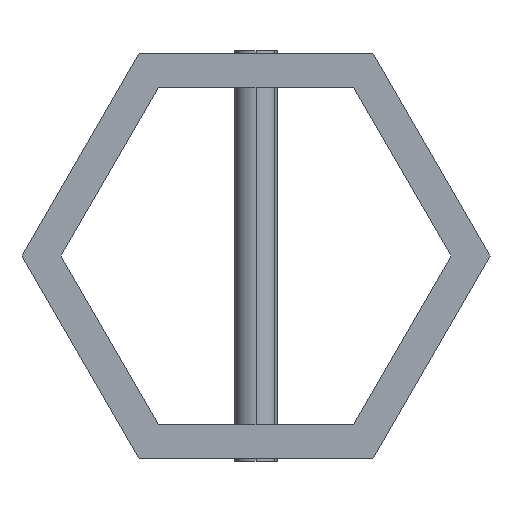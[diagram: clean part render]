
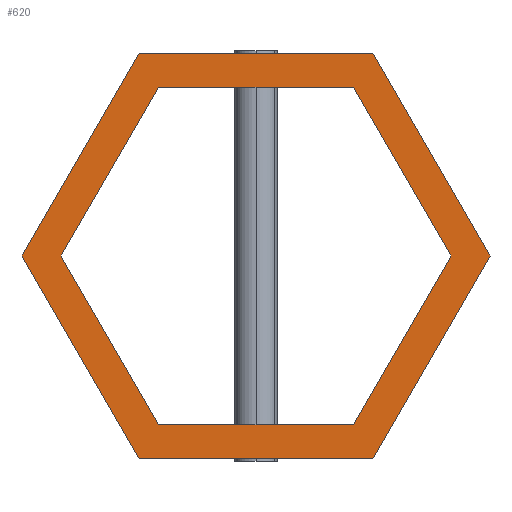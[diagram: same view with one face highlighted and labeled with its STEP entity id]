
A CAD part, front view. The second image highlights one B-rep face of the part: STEP entity #620.
In plain terms, the highlighted planar face has unit normal (0, -1, 0).
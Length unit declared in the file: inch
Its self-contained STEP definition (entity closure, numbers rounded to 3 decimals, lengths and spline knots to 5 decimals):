
#251=DIRECTION('',(1.,0.,0.));
#252=VECTOR('',#251,0.86614);
#253=CARTESIAN_POINT('',(-0.43307,-7.87402,
0.7501));
#254=LINE('',#253,#252);
#255=DIRECTION('',(0.5,0.,-0.866));
#256=VECTOR('',#255,0.86614);
#257=CARTESIAN_POINT('',(0.43307,-7.87402,
0.7501));
#258=LINE('',#257,#256);
#259=DIRECTION('',(-0.5,0.,-0.866));
#260=VECTOR('',#259,0.86614);
#261=CARTESIAN_POINT('',(0.86614,-7.87402,0.));
#262=LINE('',#261,#260);
#263=DIRECTION('',(-1.,0.,0.));
#264=VECTOR('',#263,0.86614);
#265=CARTESIAN_POINT('',(0.43307,-7.87402,
-0.7501));
#266=LINE('',#265,#264);
#267=DIRECTION('',(-0.5,0.,0.866));
#268=VECTOR('',#267,0.86614);
#269=CARTESIAN_POINT('',(-0.43307,-7.87402,
-0.7501));
#270=LINE('',#269,#268);
#271=DIRECTION('',(0.5,0.,0.866));
#272=VECTOR('',#271,0.86614);
#273=CARTESIAN_POINT('',(-0.86614,-7.87402,0.));
#274=LINE('',#273,#272);
#275=DIRECTION('',(-0.5,0.,-0.866));
#276=VECTOR('',#275,0.72165);
#277=CARTESIAN_POINT('',(-0.36083,-7.87402,
0.62497));
#278=LINE('',#277,#276);
#279=DIRECTION('',(0.5,0.,-0.866));
#280=VECTOR('',#279,0.72165);
#281=CARTESIAN_POINT('',(-0.72165,-7.87402,0.));
#282=LINE('',#281,#280);
#283=DIRECTION('',(1.,0.,0.));
#284=VECTOR('',#283,0.72165);
#285=CARTESIAN_POINT('',(-0.36083,-7.87402,
-0.62497));
#286=LINE('',#285,#284);
#287=DIRECTION('',(0.5,0.,0.866));
#288=VECTOR('',#287,0.72165);
#289=CARTESIAN_POINT('',(0.36083,-7.87402,
-0.62497));
#290=LINE('',#289,#288);
#291=DIRECTION('',(-0.5,0.,0.866));
#292=VECTOR('',#291,0.72165);
#293=CARTESIAN_POINT('',(0.72165,-7.87402,0.));
#294=LINE('',#293,#292);
#295=DIRECTION('',(-1.,0.,0.));
#296=VECTOR('',#295,0.72165);
#297=CARTESIAN_POINT('',(0.36083,-7.87402,
0.62497));
#298=LINE('',#297,#296);
#507=CARTESIAN_POINT('',(-0.43307,-7.87402,
0.7501));
#508=CARTESIAN_POINT('',(0.43307,-7.87402,
0.7501));
#509=VERTEX_POINT('',#507);
#510=VERTEX_POINT('',#508);
#511=CARTESIAN_POINT('',(0.86614,-7.87402,0.));
#512=VERTEX_POINT('',#511);
#513=CARTESIAN_POINT('',(0.43307,-7.87402,
-0.7501));
#514=VERTEX_POINT('',#513);
#515=CARTESIAN_POINT('',(-0.43307,-7.87402,
-0.7501));
#516=VERTEX_POINT('',#515);
#517=CARTESIAN_POINT('',(-0.86614,-7.87402,0.));
#518=VERTEX_POINT('',#517);
#519=CARTESIAN_POINT('',(-0.36083,-7.87402,
0.62497));
#520=CARTESIAN_POINT('',(-0.72165,-7.87402,0.));
#521=VERTEX_POINT('',#519);
#522=VERTEX_POINT('',#520);
#523=CARTESIAN_POINT('',(-0.36083,-7.87402,
-0.62497));
#524=VERTEX_POINT('',#523);
#525=CARTESIAN_POINT('',(0.36083,-7.87402,
-0.62497));
#526=VERTEX_POINT('',#525);
#527=CARTESIAN_POINT('',(0.72165,-7.87402,0.));
#528=VERTEX_POINT('',#527);
#529=CARTESIAN_POINT('',(0.36083,-7.87402,
0.62497));
#530=VERTEX_POINT('',#529);
#587=CARTESIAN_POINT('',(0.,-7.87402,0.));
#588=DIRECTION('',(0.,1.,0.));
#589=DIRECTION('',(1.,0.,0.));
#590=AXIS2_PLACEMENT_3D('',#587,#588,#589);
#591=PLANE('',#590);
#593=ORIENTED_EDGE('',*,*,#592,.T.);
#595=ORIENTED_EDGE('',*,*,#594,.T.);
#597=ORIENTED_EDGE('',*,*,#596,.T.);
#599=ORIENTED_EDGE('',*,*,#598,.T.);
#601=ORIENTED_EDGE('',*,*,#600,.T.);
#603=ORIENTED_EDGE('',*,*,#602,.T.);
#604=EDGE_LOOP('',(#593,#595,#597,#599,#601,#603));
#605=FACE_OUTER_BOUND('',#604,.F.);
#607=ORIENTED_EDGE('',*,*,#606,.T.);
#609=ORIENTED_EDGE('',*,*,#608,.T.);
#611=ORIENTED_EDGE('',*,*,#610,.T.);
#613=ORIENTED_EDGE('',*,*,#612,.T.);
#615=ORIENTED_EDGE('',*,*,#614,.T.);
#617=ORIENTED_EDGE('',*,*,#616,.T.);
#618=EDGE_LOOP('',(#607,#609,#611,#613,#615,#617));
#619=FACE_BOUND('',#618,.F.);
#620=ADVANCED_FACE('',(#605,#619),#591,.F.);
#592=EDGE_CURVE('',#509,#510,#254,.T.);
#594=EDGE_CURVE('',#510,#512,#258,.T.);
#596=EDGE_CURVE('',#512,#514,#262,.T.);
#598=EDGE_CURVE('',#514,#516,#266,.T.);
#600=EDGE_CURVE('',#516,#518,#270,.T.);
#602=EDGE_CURVE('',#518,#509,#274,.T.);
#606=EDGE_CURVE('',#521,#522,#278,.T.);
#608=EDGE_CURVE('',#522,#524,#282,.T.);
#610=EDGE_CURVE('',#524,#526,#286,.T.);
#612=EDGE_CURVE('',#526,#528,#290,.T.);
#614=EDGE_CURVE('',#528,#530,#294,.T.);
#616=EDGE_CURVE('',#530,#521,#298,.T.);
